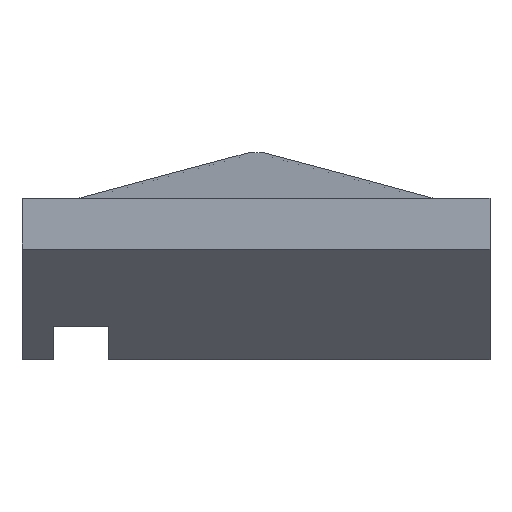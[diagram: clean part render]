
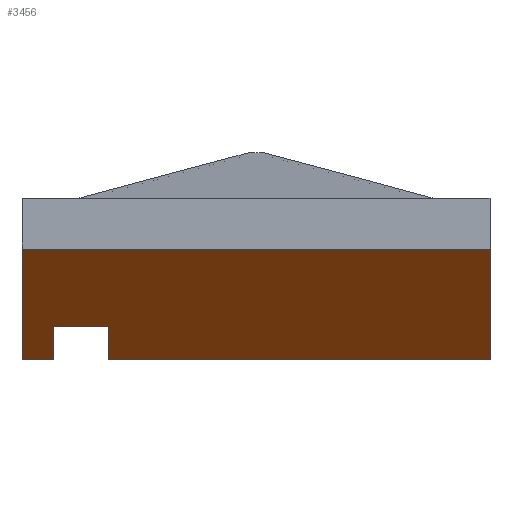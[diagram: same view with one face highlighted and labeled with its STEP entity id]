
A CAD part, front view. The second image highlights one B-rep face of the part: STEP entity #3456.
In plain terms, the highlighted planar face has unit normal (0, -0.707, -0.707).
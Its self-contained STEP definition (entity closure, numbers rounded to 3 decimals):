
#273=FACE_OUTER_BOUND('',#482,.T.);
#482=EDGE_LOOP('',(#2479,#2480,#2481,#2482,#2483,#2484,#2485,#2486,#2487,
#2488));
#716=LINE('',#5134,#969);
#717=LINE('',#5136,#970);
#718=LINE('',#5138,#971);
#719=LINE('',#5140,#972);
#720=LINE('',#5142,#973);
#721=LINE('',#5144,#974);
#722=LINE('',#5146,#975);
#723=LINE('',#5148,#976);
#724=LINE('',#5150,#977);
#725=LINE('',#5151,#978);
#969=VECTOR('',#3884,10.);
#970=VECTOR('',#3885,10.);
#971=VECTOR('',#3886,10.);
#972=VECTOR('',#3887,10.);
#973=VECTOR('',#3888,10.);
#974=VECTOR('',#3889,10.);
#975=VECTOR('',#3890,10.);
#976=VECTOR('',#3891,10.);
#977=VECTOR('',#3892,10.);
#978=VECTOR('',#3893,10.);
#1475=VERTEX_POINT('',#5132);
#1476=VERTEX_POINT('',#5133);
#1477=VERTEX_POINT('',#5135);
#1478=VERTEX_POINT('',#5137);
#1479=VERTEX_POINT('',#5139);
#1480=VERTEX_POINT('',#5141);
#1481=VERTEX_POINT('',#5143);
#1482=VERTEX_POINT('',#5145);
#1483=VERTEX_POINT('',#5147);
#1484=VERTEX_POINT('',#5149);
#1856=EDGE_CURVE('',#1475,#1476,#716,.T.);
#1857=EDGE_CURVE('',#1476,#1477,#717,.T.);
#1858=EDGE_CURVE('',#1477,#1478,#718,.T.);
#1859=EDGE_CURVE('',#1479,#1478,#719,.T.);
#1860=EDGE_CURVE('',#1479,#1480,#720,.T.);
#1861=EDGE_CURVE('',#1481,#1480,#721,.T.);
#1862=EDGE_CURVE('',#1481,#1482,#722,.T.);
#1863=EDGE_CURVE('',#1482,#1483,#723,.T.);
#1864=EDGE_CURVE('',#1483,#1484,#724,.T.);
#1865=EDGE_CURVE('',#1484,#1475,#725,.T.);
#2479=ORIENTED_EDGE('',*,*,#1856,.T.);
#2480=ORIENTED_EDGE('',*,*,#1857,.T.);
#2481=ORIENTED_EDGE('',*,*,#1858,.T.);
#2482=ORIENTED_EDGE('',*,*,#1859,.F.);
#2483=ORIENTED_EDGE('',*,*,#1860,.T.);
#2484=ORIENTED_EDGE('',*,*,#1861,.F.);
#2485=ORIENTED_EDGE('',*,*,#1862,.T.);
#2486=ORIENTED_EDGE('',*,*,#1863,.T.);
#2487=ORIENTED_EDGE('',*,*,#1864,.T.);
#2488=ORIENTED_EDGE('',*,*,#1865,.T.);
#3362=PLANE('',#3654);
#3456=ADVANCED_FACE('',(#273),#3362,.T.);
#3654=AXIS2_PLACEMENT_3D('',#5131,#3882,#3883);
#3882=DIRECTION('center_axis',(0.,-0.707,-0.707));
#3883=DIRECTION('ref_axis',(-1.,0.,0.));
#3884=DIRECTION('',(0.,0.707,-0.707));
#3885=DIRECTION('',(1.,0.,0.));
#3886=DIRECTION('',(0.,-0.707,0.707));
#3887=DIRECTION('',(1.,0.,0.));
#3888=DIRECTION('',(-1.,0.,0.));
#3889=DIRECTION('',(1.,0.,0.));
#3890=DIRECTION('',(0.,0.707,-0.707));
#3891=DIRECTION('',(1.,0.,0.));
#3892=DIRECTION('',(0.,-0.707,0.707));
#3893=DIRECTION('',(1.,0.,0.));
#5131=CARTESIAN_POINT('Origin',(21.05,35.692,-3.508));
#5132=CARTESIAN_POINT('',(6.717,36.884,-4.7));
#5133=CARTESIAN_POINT('',(6.717,38.692,-6.508));
#5134=CARTESIAN_POINT('',(6.717,35.692,-3.508));
#5135=CARTESIAN_POINT('',(27.4,38.692,-6.508));
#5136=CARTESIAN_POINT('',(21.05,38.692,-6.508));
#5137=CARTESIAN_POINT('',(27.4,32.692,-0.508));
#5138=CARTESIAN_POINT('',(27.4,40.067,-7.883));
#5139=CARTESIAN_POINT('',(25.375,32.692,-0.508));
#5140=CARTESIAN_POINT('',(13.7,32.692,-0.508));
#5141=CARTESIAN_POINT('',(4.025,32.692,-0.508));
#5142=CARTESIAN_POINT('',(27.4,32.692,-0.508));
#5143=CARTESIAN_POINT('',(2.,32.692,-0.508));
#5144=CARTESIAN_POINT('',(13.7,32.692,-0.508));
#5145=CARTESIAN_POINT('',(2.,38.692,-6.508));
#5146=CARTESIAN_POINT('',(2.,40.067,-7.883));
#5147=CARTESIAN_POINT('',(3.717,38.692,-6.508));
#5148=CARTESIAN_POINT('',(17.875,38.692,-6.508));
#5149=CARTESIAN_POINT('',(3.717,36.884,-4.7));
#5150=CARTESIAN_POINT('',(3.717,43.25,-11.066));
#5151=CARTESIAN_POINT('',(13.133,36.884,-4.7));
